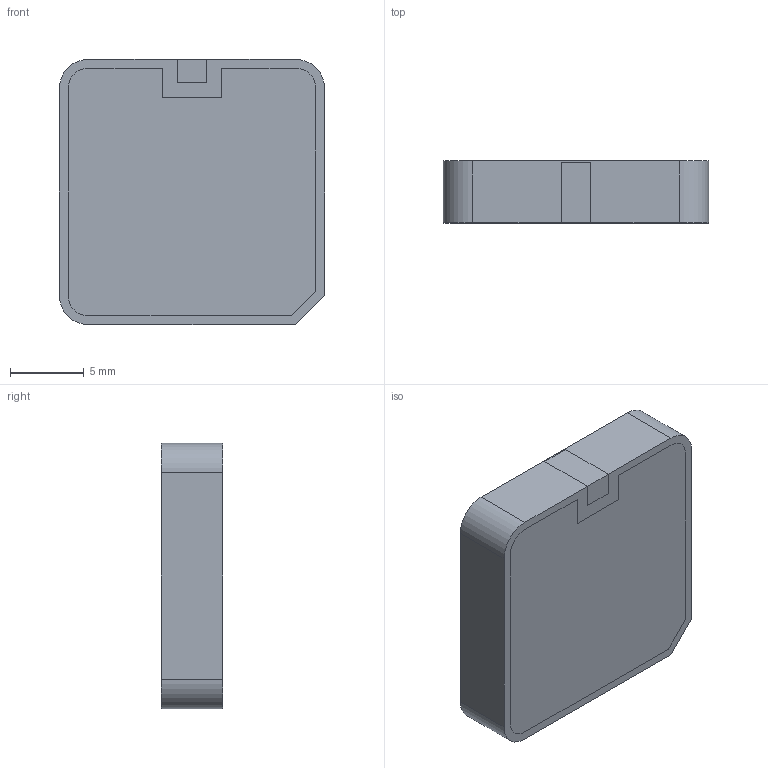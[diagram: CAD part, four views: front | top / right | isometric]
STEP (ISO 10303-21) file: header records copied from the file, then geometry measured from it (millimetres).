
FILE_DESCRIPTION (( 'STEP AP214' ), '1' );
FILE_NAME ('YCGS005AA.STEP', '2023-02-14T13:32:47', ( '' ), ( '' ), 'SwSTEP 2.0', 'SolidWorks 2021', '' );
FILE_SCHEMA (( 'AUTOMOTIVE_DESIGN' ));
Length unit declared in the file: millimetre
Products named in the file (2): YCGS005AA_YCGS005AA; YCGS005AA
Assembly tree (1 placements, depth 2):
  YCGS005AA
    YCGS005AA_YCGS005AA
Bounding box: 18 x 4.2 x 18 mm (x, y, z)
Volume: 1341.6 mm3; surface area: 2079.3 mm2
Topology: 4 solids, 4 shells, 75 faces, 199 edges, 132 vertices
Faces by surface type: plane 59, cylinder 16
Entity records: 2406 total; most frequent: CARTESIAN_POINT 410, ORIENTED_EDGE 398, DIRECTION 389, EDGE_CURVE 199, VECTOR 167, LINE 167, VERTEX_POINT 132, AXIS2_PLACEMENT_3D 111
